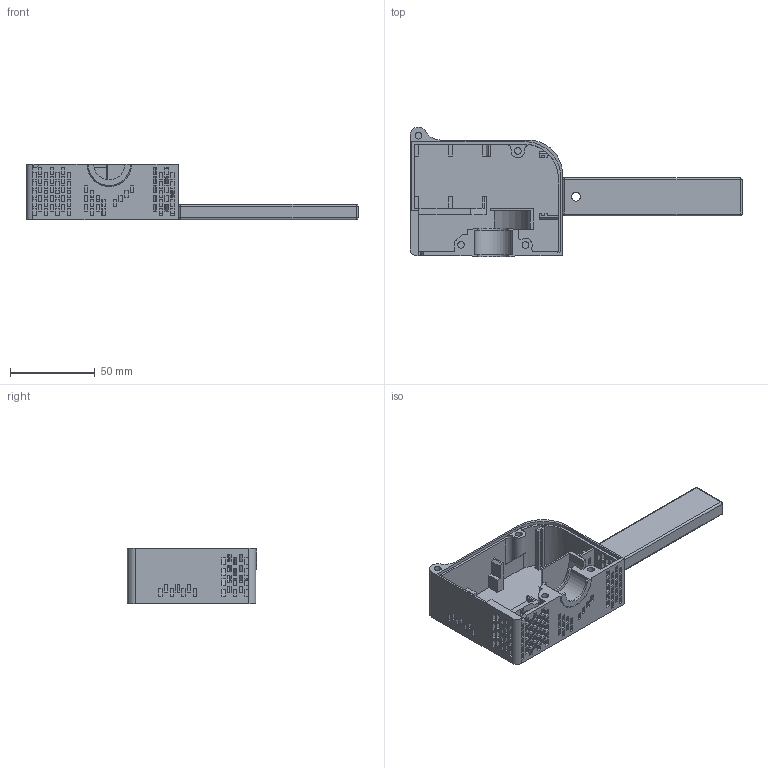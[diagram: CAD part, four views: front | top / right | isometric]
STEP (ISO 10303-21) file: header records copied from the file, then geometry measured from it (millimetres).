
FILE_DESCRIPTION(/* description */ (''),/* implementation_level */ '2;1');
FILE_NAME(/* name */ 'Short case Body_Drawing_Left - bolt mod v1.step',/* time_stamp */ '2022-10-20T10:59:03-04:00',/* author */ (''),/* organization */ (''),/* preprocessor_version */ 'ST-DEVELOPER v19.2',/* originating_system */ 'Autodesk Translation Framework v11.17.0.187',/* authorisation */ '');
FILE_SCHEMA (('AUTOMOTIVE_DESIGN { 1 0 10303 214 3 1 1 }'));
Length unit declared in the file: millimetre
Products named in the file (1): Short case Body_Drawing_Left - bolt mod
Bounding box: 196.35 x 76.59 x 32.7 mm (x, y, z)
Volume: 67576.4 mm3; surface area: 49400.7 mm2
Topology: 2 solids, 2 shells, 855 faces, 2503 edges, 1644 vertices
Faces by surface type: plane 695, bspline 87, cylinder 59, sphere 10, cone 2, torus 2
Full cylindrical faces by diameter (mm): 4 x4, 5.2 x2, 11.4 x1
Entity records: 32821 total; most frequent: CARTESIAN_POINT 10125, ORIENTED_EDGE 5006, DIRECTION 3996, EDGE_CURVE 2503, LINE 2198, VECTOR 2198, VERTEX_POINT 1644, EDGE_LOOP 1095
